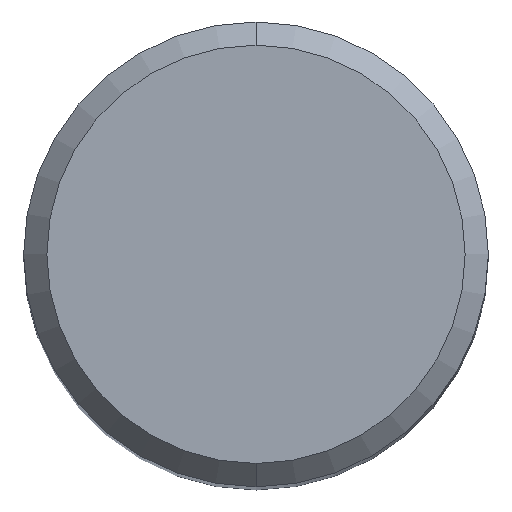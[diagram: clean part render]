
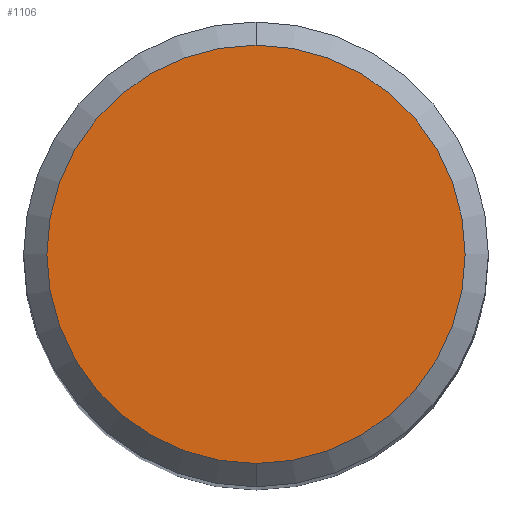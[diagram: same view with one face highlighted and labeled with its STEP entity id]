
A CAD part, top view. The second image highlights one B-rep face of the part: STEP entity #1106.
In plain terms, the highlighted planar face has unit normal (0, 0, 1).
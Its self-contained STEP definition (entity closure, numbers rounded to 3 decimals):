
#562=EDGE_CURVE('',#696,#1218,#1417,.T.);
#696=VERTEX_POINT('',#1560);
#792=EDGE_CURVE('',#1218,#696,#1665,.T.);
#1106=ADVANCED_FACE('',(#2009),#2010,.T.);
#1218=VERTEX_POINT('',#2131);
#1417=CIRCLE('',#2914,4.5);
#1560=CARTESIAN_POINT('',(0.0,4.5,0.0));
#1665=CIRCLE('',#4015,4.5);
#2009=FACE_OUTER_BOUND('',#5963,.T.);
#2010=PLANE('',#5964);
#2131=CARTESIAN_POINT('',(0.,-4.5,0.0));
#2914=AXIS2_PLACEMENT_3D('',#7243,#7244,#7245);
#4015=AXIS2_PLACEMENT_3D('',#7524,#7525,#7526);
#5963=EDGE_LOOP('',(#7980,#7981));
#5964=AXIS2_PLACEMENT_3D('',#7982,#7983,#7984);
#7243=CARTESIAN_POINT('',(0.0,0.0,0.0));
#7244=DIRECTION('',(0.0,0.0,-1.0));
#7245=DIRECTION('',(0.0,1.0,0.0));
#7524=CARTESIAN_POINT('',(0.0,0.0,0.0));
#7525=DIRECTION('',(0.0,0.0,-1.0));
#7526=DIRECTION('',(0.0,1.0,0.0));
#7980=ORIENTED_EDGE('',*,*,#562,.F.);
#7981=ORIENTED_EDGE('',*,*,#792,.F.);
#7982=CARTESIAN_POINT('',(0.0,2.25,0.0));
#7983=DIRECTION('',(-0.0,0.0,1.0));
#7984=DIRECTION('',(0.0,-1.0,0.0));
